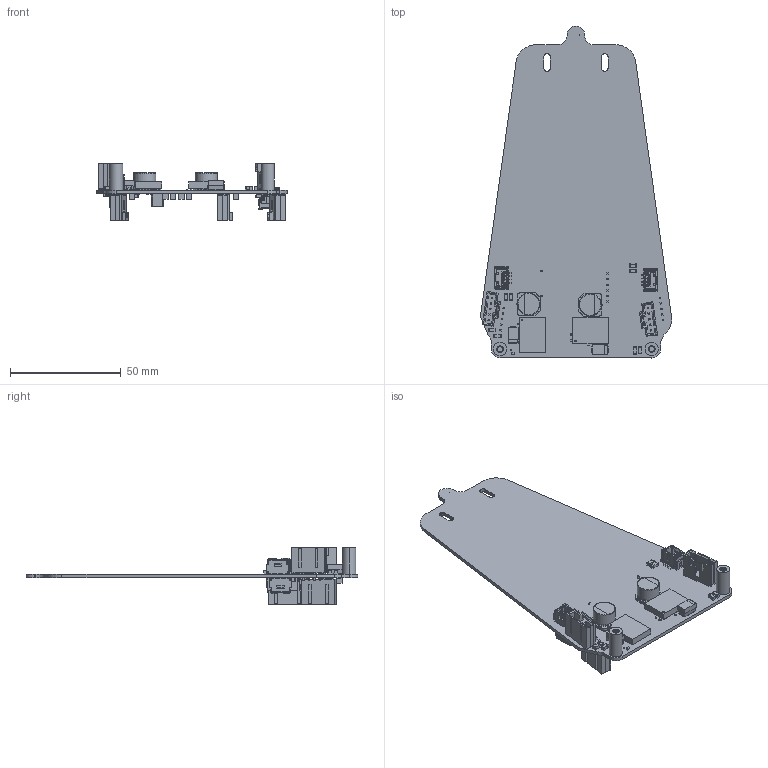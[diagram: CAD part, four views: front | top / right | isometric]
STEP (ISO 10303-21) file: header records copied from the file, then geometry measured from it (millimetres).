
FILE_DESCRIPTION(('KiCad electronic assembly'),'2;1');
FILE_NAME('PDB1.step','2024-08-20T18:36:34',('Pcbnew'),('Kicad'), 'Open CASCADE STEP processor 7.7','KiCad to STEP converter','Unknown' );
FILE_SCHEMA(('AUTOMOTIVE_DESIGN { 1 0 10303 214 1 1 1 1 }'));
Length unit declared in the file: millimetre
Products named in the file (30): PDB1 1; C_1206_3216Metric; 1719710105; 1719710105_1; R_0402_1005Metric; R_0201_0603Metric; WA-SMSI_9774XXX360; 9774120360R; 100SXV15MX; 6SVP22M; 2132250430; 2132250430_1; BGA108_16X11P9_ADI; part; CAP_TRM-E-2917_AVX; LED_0603_1608Metric; TFM-106-02-L-D-WT; C_1210_3225Metric; 1719710106; 1719710106_1; C_0201_0603Metric; PDB_PCB
Assembly tree (63 placements, depth 3):
  PDB1 1
    C_1206_3216Metric  x12
      C_1206_3216Metric
    1719710105  x4
      1719710105_1
    R_0402_1005Metric  x5
      R_0402_1005Metric
    R_0201_0603Metric  x5
      R_0201_0603Metric
    WA-SMSI_9774XXX360  x2
      9774120360R
    100SXV15MX  x2
      6SVP22M
    2132250430  x4
      2132250430_1
    BGA108_16X11P9_ADI  x2
      part
    CAP_TRM-E-2917_AVX  x2
      part
    LED_0603_1608Metric
      LED_0603_1608Metric
    TFM-106-02-L-D-WT
      TFM-106-02-L-D-WT
    C_1210_3225Metric  x6
      C_1210_3225Metric
    1719710106
      1719710106_1
    C_0201_0603Metric
      C_0201_0603Metric
    PDB_PCB
Bounding box: 86.42 x 150 x 25.73 mm (x, y, z)
Volume: 7203.7 mm3; surface area: 34046.8 mm2
Topology: 282 solids, 283 shells, 4383 faces, 12072 edges, 8069 vertices
Faces by surface type: plane 3360, cylinder 735, sphere 216, bspline 38, cone 34
Full cylindrical faces by diameter (mm): 0.457 x12, 0.596 x2
Entity records: 55182 total; most frequent: CARTESIAN_POINT 13261, ORIENTED_EDGE 8056, DIRECTION 7639, EDGE_CURVE 4028, LINE 3431, VECTOR 3431, VERTEX_POINT 2731, AXIS2_PLACEMENT_3D 2104
